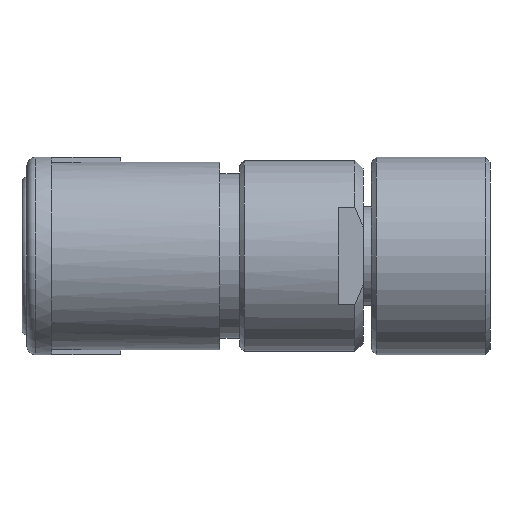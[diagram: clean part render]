
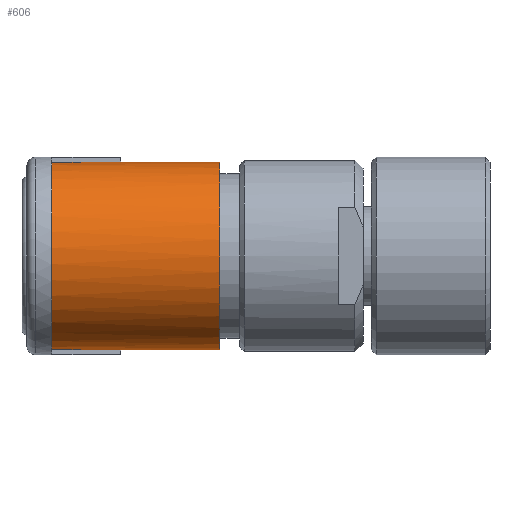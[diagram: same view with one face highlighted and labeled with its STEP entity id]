
A CAD part, front view. The second image highlights one B-rep face of the part: STEP entity #606.
In plain terms, the highlighted cylindrical face has radius 5.7 mm (diameter 11.4 mm), a full revolution.
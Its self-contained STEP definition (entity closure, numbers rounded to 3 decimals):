
#299=ELLIPSE('',#2070,48.218,5.7);
#302=ELLIPSE('',#2080,8.061,5.7);
#303=ELLIPSE('',#2081,48.218,5.7);
#606=ADVANCED_FACE('',(#749,#750),#671,.T.);
#671=CYLINDRICAL_SURFACE('',#2083,5.7);
#749=FACE_BOUND('',#881,.T.);
#750=FACE_BOUND('',#882,.T.);
#881=EDGE_LOOP('',(#1216));
#882=EDGE_LOOP('',(#1217,#1218,#1219,#1220));
#1216=ORIENTED_EDGE('',*,*,#1761,.F.);
#1217=ORIENTED_EDGE('',*,*,#1762,.F.);
#1218=ORIENTED_EDGE('',*,*,#1763,.T.);
#1219=ORIENTED_EDGE('',*,*,#1764,.T.);
#1220=ORIENTED_EDGE('',*,*,#1750,.T.);
#1545=VERTEX_POINT('',#3336);
#1548=VERTEX_POINT('',#3343);
#1551=VERTEX_POINT('',#3350);
#1556=VERTEX_POINT('',#3379);
#1557=VERTEX_POINT('',#3382);
#1750=EDGE_CURVE('',#1548,#1545,#299,.T.);
#1761=EDGE_CURVE('',#1556,#1556,#1916,.T.);
#1762=EDGE_CURVE('',#1551,#1545,#302,.T.);
#1763=EDGE_CURVE('',#1551,#1557,#303,.T.);
#1764=EDGE_CURVE('',#1557,#1548,#1917,.T.);
#1916=CIRCLE('',#2079,5.7);
#1917=CIRCLE('',#2082,5.7);
#2070=AXIS2_PLACEMENT_3D('',#3342,#2450,#2451);
#2079=AXIS2_PLACEMENT_3D('',#3378,#2471,#2472);
#2080=AXIS2_PLACEMENT_3D('',#3380,#2473,#2474);
#2081=AXIS2_PLACEMENT_3D('',#3381,#2475,#2476);
#2082=AXIS2_PLACEMENT_3D('',#3383,#2477,#2478);
#2083=AXIS2_PLACEMENT_3D('',#3384,#2479,#2480);
#2450=DIRECTION('',(0.118,-0.993,0.));
#2451=DIRECTION('',(-0.993,-0.118,0.));
#2471=DIRECTION('',(1.,0.,0.));
#2472=DIRECTION('',(0.,1.,0.));
#2473=DIRECTION('',(-0.707,0.707,0.));
#2474=DIRECTION('',(-0.707,-0.707,0.));
#2475=DIRECTION('',(0.118,-0.993,0.));
#2476=DIRECTION('',(-0.993,-0.118,0.));
#2477=DIRECTION('',(1.,0.,0.));
#2478=DIRECTION('',(0.,-1.,0.));
#2479=DIRECTION('',(-1.,0.,0.));
#2480=DIRECTION('',(0.,1.,0.));
#3336=CARTESIAN_POINT('',(-21.7,0.,-5.7));
#3342=CARTESIAN_POINT('',(-21.7,0.,0.));
#3343=CARTESIAN_POINT('',(-25.9,-0.5,-5.678));
#3350=CARTESIAN_POINT('',(-21.7,0.,5.7));
#3378=CARTESIAN_POINT('',(-15.7,0.,0.));
#3379=CARTESIAN_POINT('',(-15.7,5.7,0.));
#3380=CARTESIAN_POINT('',(-21.7,0.,0.));
#3381=CARTESIAN_POINT('',(-21.7,0.,0.));
#3382=CARTESIAN_POINT('',(-25.9,-0.5,5.678));
#3383=CARTESIAN_POINT('',(-25.9,0.,0.));
#3384=CARTESIAN_POINT('',(-9.2,0.,0.));
